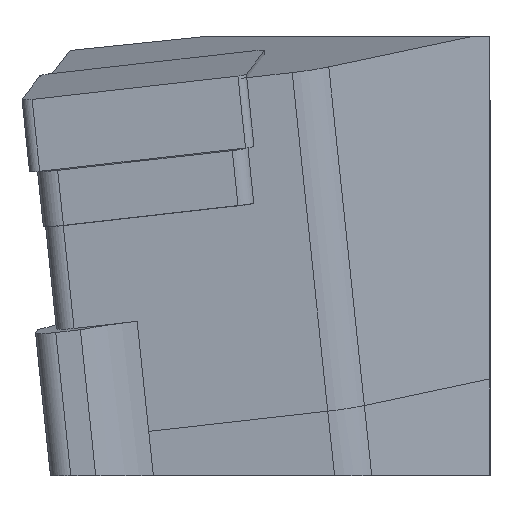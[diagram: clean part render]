
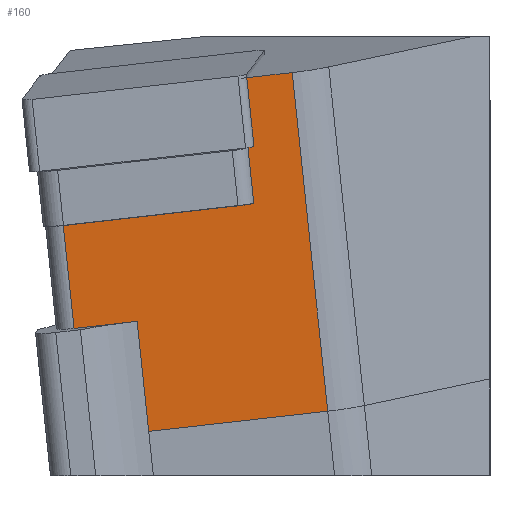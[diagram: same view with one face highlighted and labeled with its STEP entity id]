
A CAD part, left-side view. The second image highlights one B-rep face of the part: STEP entity #160.
In plain terms, the highlighted planar face has unit normal (-0.992, -0.087, -0.096).
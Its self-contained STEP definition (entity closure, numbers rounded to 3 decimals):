
#160=ADVANCED_FACE('',(#247),#205,.F.);
#205=PLANE('',#1091);
#247=FACE_OUTER_BOUND('',#298,.T.);
#298=EDGE_LOOP('',(#656,#657,#658,#659,#660,#661,#662,#663,#664));
#333=LINE('',#1428,#437);
#350=LINE('',#1475,#454);
#352=LINE('',#1485,#456);
#381=LINE('',#1549,#485);
#388=LINE('',#1563,#492);
#389=LINE('',#1565,#493);
#390=LINE('',#1567,#494);
#391=LINE('',#1568,#495);
#392=LINE('',#1570,#496);
#437=VECTOR('',#1154,1.);
#454=VECTOR('',#1197,1.);
#456=VECTOR('',#1207,1.);
#485=VECTOR('',#1262,1.);
#492=VECTOR('',#1275,1.);
#493=VECTOR('',#1278,1.);
#494=VECTOR('',#1279,1.);
#495=VECTOR('',#1280,1.);
#496=VECTOR('',#1281,1.);
#656=ORIENTED_EDGE('',*,*,#970,.T.);
#657=ORIENTED_EDGE('',*,*,#929,.F.);
#658=ORIENTED_EDGE('',*,*,#971,.F.);
#659=ORIENTED_EDGE('',*,*,#924,.T.);
#660=ORIENTED_EDGE('',*,*,#901,.T.);
#661=ORIENTED_EDGE('',*,*,#969,.T.);
#662=ORIENTED_EDGE('',*,*,#961,.T.);
#663=ORIENTED_EDGE('',*,*,#972,.F.);
#664=ORIENTED_EDGE('',*,*,#973,.T.);
#813=VERTEX_POINT('',#1429);
#814=VERTEX_POINT('',#1430);
#830=VERTEX_POINT('',#1476);
#833=VERTEX_POINT('',#1484);
#834=VERTEX_POINT('',#1486);
#854=VERTEX_POINT('',#1547);
#856=VERTEX_POINT('',#1550);
#860=VERTEX_POINT('',#1566);
#861=VERTEX_POINT('',#1569);
#901=EDGE_CURVE('',#813,#814,#333,.T.);
#924=EDGE_CURVE('',#830,#813,#350,.T.);
#929=EDGE_CURVE('',#833,#834,#352,.T.);
#961=EDGE_CURVE('',#856,#854,#381,.T.);
#969=EDGE_CURVE('',#814,#856,#388,.T.);
#970=EDGE_CURVE('',#860,#834,#389,.T.);
#971=EDGE_CURVE('',#830,#833,#390,.T.);
#972=EDGE_CURVE('',#861,#854,#391,.T.);
#973=EDGE_CURVE('',#861,#860,#392,.T.);
#1091=AXIS2_PLACEMENT_3D('',#1571,#1282,#1283);
#1154=DIRECTION('',(0.076,-0.991,0.112));
#1197=DIRECTION('',(0.105,-0.104,-0.989));
#1207=DIRECTION('',(-0.105,0.104,0.989));
#1262=DIRECTION('',(-0.076,0.991,-0.112));
#1275=DIRECTION('',(-0.105,0.104,0.989));
#1278=DIRECTION('',(-0.076,0.991,-0.112));
#1279=DIRECTION('',(-0.076,0.991,-0.112));
#1280=DIRECTION('',(-0.105,0.104,0.989));
#1281=DIRECTION('',(-0.076,0.991,-0.112));
#1282=DIRECTION('',(0.992,0.087,0.096));
#1283=DIRECTION('',(0.096,0.,-0.995));
#1428=CARTESIAN_POINT('',(5.576,-26.161,-26.485));
#1429=CARTESIAN_POINT('',(4.406,-10.888,-28.214));
#1430=CARTESIAN_POINT('',(5.576,-26.161,-26.485));
#1475=CARTESIAN_POINT('',(5.504,-11.98,-38.601));
#1476=CARTESIAN_POINT('',(3.413,-9.901,-18.82));
#1484=CARTESIAN_POINT('',(3.002,-4.525,-19.428));
#1485=CARTESIAN_POINT('',(-23.854,22.183,234.685));
#1486=CARTESIAN_POINT('',(2.072,-3.601,-10.635));
#1547=CARTESIAN_POINT('',(2.187,-18.732,1.897));
#1549=CARTESIAN_POINT('',(0.75,0.032,-0.227));
#1550=CARTESIAN_POINT('',(2.524,-23.126,2.394));
#1563=CARTESIAN_POINT('',(-22.272,1.534,237.023));
#1565=CARTESIAN_POINT('',(3.654,-24.25,-8.298));
#1566=CARTESIAN_POINT('',(3.272,-19.259,-8.863));
#1567=CARTESIAN_POINT('',(4.583,-25.174,-17.091));
#1568=CARTESIAN_POINT('',(-22.609,5.928,236.525));
#1569=CARTESIAN_POINT('',(3.317,-19.856,-8.795));
#1570=CARTESIAN_POINT('',(3.654,-24.25,-8.298));
#1571=CARTESIAN_POINT('',(-22.272,1.534,237.023));
